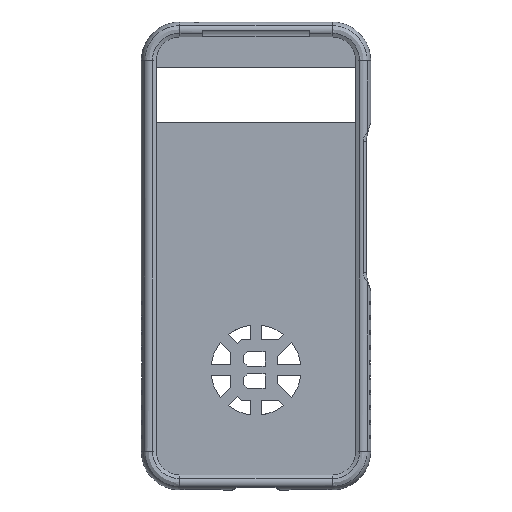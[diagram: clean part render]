
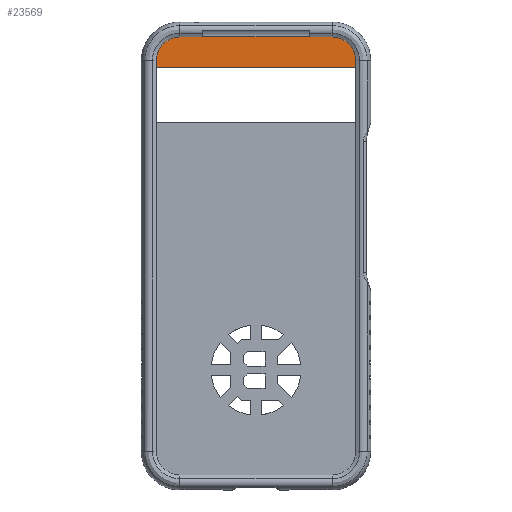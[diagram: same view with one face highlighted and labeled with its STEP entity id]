
A CAD part, top view. The second image highlights one B-rep face of the part: STEP entity #23569.
In plain terms, the highlighted planar face has unit normal (0, 0, 1).
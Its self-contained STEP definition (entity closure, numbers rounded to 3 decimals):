
#10974 = PLANE('',#10975);
#10975 = AXIS2_PLACEMENT_3D('',#10976,#10977,#10978);
#10976 = CARTESIAN_POINT('',(35.,63.3,-6.65));
#10977 = DIRECTION('',(0.,-1.,0.));
#10978 = DIRECTION('',(-1.,0.,0.));
#16479 = VERTEX_POINT('',#16480);
#16480 = CARTESIAN_POINT('',(33.5,63.3,-4.65));
#16495 = CYLINDRICAL_SURFACE('',#16496,3.);
#16496 = AXIS2_PLACEMENT_3D('',#16497,#16498,#16499);
#16497 = CARTESIAN_POINT('',(33.5,65.5,-1.65));
#16498 = DIRECTION('',(-0.,-1.,-0.));
#16499 = DIRECTION('',(1.,0.,-0.));
#16507 = EDGE_CURVE('',#16508,#16479,#16510,.T.);
#16508 = VERTEX_POINT('',#16509);
#16509 = CARTESIAN_POINT('',(-33.5,63.3,-4.65));
#16510 = SURFACE_CURVE('',#16511,(#16515,#16521),.PCURVE_S1.);
#16511 = LINE('',#16512,#16513);
#16512 = CARTESIAN_POINT('',(-0.75,63.3,-4.65));
#16513 = VECTOR('',#16514,1.);
#16514 = DIRECTION('',(1.,0.,-0.));
#16515 = PCURVE('',#10974,#16516);
#16516 = DEFINITIONAL_REPRESENTATION('',(#16517),#16520);
#16517 = B_SPLINE_CURVE_WITH_KNOTS('',1,(#16518,#16519),.UNSPECIFIED.,
  .F.,.F.,(2,2),(-32.75,34.25),.PIECEWISE_BEZIER_KNOTS.);
#16518 = CARTESIAN_POINT('',(68.5,-2.));
#16519 = CARTESIAN_POINT('',(1.5,-2.));
#16520 = ( GEOMETRIC_REPRESENTATION_CONTEXT(2) 
PARAMETRIC_REPRESENTATION_CONTEXT() REPRESENTATION_CONTEXT('2D SPACE',''
  ) );
#16521 = PCURVE('',#16522,#16527);
#16522 = PLANE('',#16523);
#16523 = AXIS2_PLACEMENT_3D('',#16524,#16525,#16526);
#16524 = CARTESIAN_POINT('',(-36.5,-76.5,-4.65));
#16525 = DIRECTION('',(0.,0.,1.));
#16526 = DIRECTION('',(1.,0.,0.));
#16527 = DEFINITIONAL_REPRESENTATION('',(#16528),#16531);
#16528 = B_SPLINE_CURVE_WITH_KNOTS('',1,(#16529,#16530),.UNSPECIFIED.,
  .F.,.F.,(2,2),(-32.75,34.25),.PIECEWISE_BEZIER_KNOTS.);
#16529 = CARTESIAN_POINT('',(3.,139.8));
#16530 = CARTESIAN_POINT('',(70.,139.8));
#16531 = ( GEOMETRIC_REPRESENTATION_CONTEXT(2) 
PARAMETRIC_REPRESENTATION_CONTEXT() REPRESENTATION_CONTEXT('2D SPACE',''
  ) );
#16554 = CYLINDRICAL_SURFACE('',#16555,3.);
#16555 = AXIS2_PLACEMENT_3D('',#16556,#16557,#16558);
#16556 = CARTESIAN_POINT('',(-33.5,-65.5,-1.65));
#16557 = DIRECTION('',(0.,1.,0.));
#16558 = DIRECTION('',(-1.,0.,0.));
#23522 = EDGE_CURVE('',#16508,#23523,#23525,.T.);
#23523 = VERTEX_POINT('',#23524);
#23524 = CARTESIAN_POINT('',(-33.5,65.5,-4.65));
#23525 = SURFACE_CURVE('',#23526,(#23530,#23537),.PCURVE_S1.);
#23526 = LINE('',#23527,#23528);
#23527 = CARTESIAN_POINT('',(-33.5,-65.5,-4.65));
#23528 = VECTOR('',#23529,1.);
#23529 = DIRECTION('',(0.,1.,0.));
#23530 = PCURVE('',#16554,#23531);
#23531 = DEFINITIONAL_REPRESENTATION('',(#23532),#23536);
#23532 = LINE('',#23533,#23534);
#23533 = CARTESIAN_POINT('',(-1.571,0.));
#23534 = VECTOR('',#23535,1.);
#23535 = DIRECTION('',(-0.,1.));
#23536 = ( GEOMETRIC_REPRESENTATION_CONTEXT(2) 
PARAMETRIC_REPRESENTATION_CONTEXT() REPRESENTATION_CONTEXT('2D SPACE',''
  ) );
#23537 = PCURVE('',#16522,#23538);
#23538 = DEFINITIONAL_REPRESENTATION('',(#23539),#23543);
#23539 = LINE('',#23540,#23541);
#23540 = CARTESIAN_POINT('',(3.,11.));
#23541 = VECTOR('',#23542,1.);
#23542 = DIRECTION('',(0.,1.));
#23543 = ( GEOMETRIC_REPRESENTATION_CONTEXT(2) 
PARAMETRIC_REPRESENTATION_CONTEXT() REPRESENTATION_CONTEXT('2D SPACE',''
  ) );
#23559 = TOROIDAL_SURFACE('',#23560,8.,3.);
#23560 = AXIS2_PLACEMENT_3D('',#23561,#23562,#23563);
#23561 = CARTESIAN_POINT('',(-25.5,65.5,-1.65));
#23562 = DIRECTION('',(-0.,-0.,-1.));
#23563 = DIRECTION('',(-1.,0.,0.));
#23569 = ADVANCED_FACE('',(#23570),#16522,.T.);
#23570 = FACE_BOUND('',#23571,.T.);
#23571 = EDGE_LOOP('',(#23572,#23573,#23574,#23597,#23630,#23658));
#23572 = ORIENTED_EDGE('',*,*,#23522,.F.);
#23573 = ORIENTED_EDGE('',*,*,#16507,.T.);
#23574 = ORIENTED_EDGE('',*,*,#23575,.F.);
#23575 = EDGE_CURVE('',#23576,#16479,#23578,.T.);
#23576 = VERTEX_POINT('',#23577);
#23577 = CARTESIAN_POINT('',(33.5,65.5,-4.65));
#23578 = SURFACE_CURVE('',#23579,(#23583,#23590),.PCURVE_S1.);
#23579 = LINE('',#23580,#23581);
#23580 = CARTESIAN_POINT('',(33.5,65.5,-4.65));
#23581 = VECTOR('',#23582,1.);
#23582 = DIRECTION('',(-0.,-1.,-0.));
#23583 = PCURVE('',#16522,#23584);
#23584 = DEFINITIONAL_REPRESENTATION('',(#23585),#23589);
#23585 = LINE('',#23586,#23587);
#23586 = CARTESIAN_POINT('',(70.,142.));
#23587 = VECTOR('',#23588,1.);
#23588 = DIRECTION('',(-0.,-1.));
#23589 = ( GEOMETRIC_REPRESENTATION_CONTEXT(2) 
PARAMETRIC_REPRESENTATION_CONTEXT() REPRESENTATION_CONTEXT('2D SPACE',''
  ) );
#23590 = PCURVE('',#16495,#23591);
#23591 = DEFINITIONAL_REPRESENTATION('',(#23592),#23596);
#23592 = LINE('',#23593,#23594);
#23593 = CARTESIAN_POINT('',(-1.571,0.));
#23594 = VECTOR('',#23595,1.);
#23595 = DIRECTION('',(-0.,1.));
#23596 = ( GEOMETRIC_REPRESENTATION_CONTEXT(2) 
PARAMETRIC_REPRESENTATION_CONTEXT() REPRESENTATION_CONTEXT('2D SPACE',''
  ) );
#23597 = ORIENTED_EDGE('',*,*,#23598,.F.);
#23598 = EDGE_CURVE('',#23599,#23576,#23601,.T.);
#23599 = VERTEX_POINT('',#23600);
#23600 = CARTESIAN_POINT('',(25.5,73.5,-4.65));
#23601 = SURFACE_CURVE('',#23602,(#23607,#23618),.PCURVE_S1.);
#23602 = CIRCLE('',#23603,8.);
#23603 = AXIS2_PLACEMENT_3D('',#23604,#23605,#23606);
#23604 = CARTESIAN_POINT('',(25.5,65.5,-4.65));
#23605 = DIRECTION('',(0.,-0.,-1.));
#23606 = DIRECTION('',(0.,1.,-0.));
#23607 = PCURVE('',#16522,#23608);
#23608 = DEFINITIONAL_REPRESENTATION('',(#23609),#23617);
#23609 = ( BOUNDED_CURVE() B_SPLINE_CURVE(2,(#23610,#23611,#23612,#23613
    ,#23614,#23615,#23616),.UNSPECIFIED.,.T.,.F.) 
B_SPLINE_CURVE_WITH_KNOTS((1,2,2,2,2,1),(-2.094,0.,
    2.094,4.189,6.283,8.378),
.UNSPECIFIED.) CURVE() GEOMETRIC_REPRESENTATION_ITEM() 
RATIONAL_B_SPLINE_CURVE((1.,0.5,1.,0.5,1.,0.5,1.)) REPRESENTATION_ITEM(
  '') );
#23610 = CARTESIAN_POINT('',(62.,150.));
#23611 = CARTESIAN_POINT('',(75.856,150.));
#23612 = CARTESIAN_POINT('',(68.928,138.));
#23613 = CARTESIAN_POINT('',(62.,126.));
#23614 = CARTESIAN_POINT('',(55.072,138.));
#23615 = CARTESIAN_POINT('',(48.144,150.));
#23616 = CARTESIAN_POINT('',(62.,150.));
#23617 = ( GEOMETRIC_REPRESENTATION_CONTEXT(2) 
PARAMETRIC_REPRESENTATION_CONTEXT() REPRESENTATION_CONTEXT('2D SPACE',''
  ) );
#23618 = PCURVE('',#23619,#23624);
#23619 = TOROIDAL_SURFACE('',#23620,8.,3.);
#23620 = AXIS2_PLACEMENT_3D('',#23621,#23622,#23623);
#23621 = CARTESIAN_POINT('',(25.5,65.5,-1.65));
#23622 = DIRECTION('',(-0.,-0.,-1.));
#23623 = DIRECTION('',(0.,1.,-0.));
#23624 = DEFINITIONAL_REPRESENTATION('',(#23625),#23629);
#23625 = LINE('',#23626,#23627);
#23626 = CARTESIAN_POINT('',(0.,1.571));
#23627 = VECTOR('',#23628,1.);
#23628 = DIRECTION('',(1.,0.));
#23629 = ( GEOMETRIC_REPRESENTATION_CONTEXT(2) 
PARAMETRIC_REPRESENTATION_CONTEXT() REPRESENTATION_CONTEXT('2D SPACE',''
  ) );
#23630 = ORIENTED_EDGE('',*,*,#23631,.F.);
#23631 = EDGE_CURVE('',#23632,#23599,#23634,.T.);
#23632 = VERTEX_POINT('',#23633);
#23633 = CARTESIAN_POINT('',(-25.5,73.5,-4.65));
#23634 = SURFACE_CURVE('',#23635,(#23639,#23646),.PCURVE_S1.);
#23635 = LINE('',#23636,#23637);
#23636 = CARTESIAN_POINT('',(-25.5,73.5,-4.65));
#23637 = VECTOR('',#23638,1.);
#23638 = DIRECTION('',(1.,0.,0.));
#23639 = PCURVE('',#16522,#23640);
#23640 = DEFINITIONAL_REPRESENTATION('',(#23641),#23645);
#23641 = LINE('',#23642,#23643);
#23642 = CARTESIAN_POINT('',(11.,150.));
#23643 = VECTOR('',#23644,1.);
#23644 = DIRECTION('',(1.,0.));
#23645 = ( GEOMETRIC_REPRESENTATION_CONTEXT(2) 
PARAMETRIC_REPRESENTATION_CONTEXT() REPRESENTATION_CONTEXT('2D SPACE',''
  ) );
#23646 = PCURVE('',#23647,#23652);
#23647 = CYLINDRICAL_SURFACE('',#23648,3.);
#23648 = AXIS2_PLACEMENT_3D('',#23649,#23650,#23651);
#23649 = CARTESIAN_POINT('',(-25.5,73.5,-1.65));
#23650 = DIRECTION('',(1.,0.,0.));
#23651 = DIRECTION('',(-0.,1.,0.));
#23652 = DEFINITIONAL_REPRESENTATION('',(#23653),#23657);
#23653 = LINE('',#23654,#23655);
#23654 = CARTESIAN_POINT('',(-1.571,0.));
#23655 = VECTOR('',#23656,1.);
#23656 = DIRECTION('',(-0.,1.));
#23657 = ( GEOMETRIC_REPRESENTATION_CONTEXT(2) 
PARAMETRIC_REPRESENTATION_CONTEXT() REPRESENTATION_CONTEXT('2D SPACE',''
  ) );
#23658 = ORIENTED_EDGE('',*,*,#23659,.F.);
#23659 = EDGE_CURVE('',#23523,#23632,#23660,.T.);
#23660 = SURFACE_CURVE('',#23661,(#23666,#23677),.PCURVE_S1.);
#23661 = CIRCLE('',#23662,8.);
#23662 = AXIS2_PLACEMENT_3D('',#23663,#23664,#23665);
#23663 = CARTESIAN_POINT('',(-25.5,65.5,-4.65));
#23664 = DIRECTION('',(-0.,0.,-1.));
#23665 = DIRECTION('',(-1.,0.,0.));
#23666 = PCURVE('',#16522,#23667);
#23667 = DEFINITIONAL_REPRESENTATION('',(#23668),#23676);
#23668 = ( BOUNDED_CURVE() B_SPLINE_CURVE(2,(#23669,#23670,#23671,#23672
    ,#23673,#23674,#23675),.UNSPECIFIED.,.T.,.F.) 
B_SPLINE_CURVE_WITH_KNOTS((1,2,2,2,2,1),(-2.094,0.,
    2.094,4.189,6.283,8.378),
.UNSPECIFIED.) CURVE() GEOMETRIC_REPRESENTATION_ITEM() 
RATIONAL_B_SPLINE_CURVE((1.,0.5,1.,0.5,1.,0.5,1.)) REPRESENTATION_ITEM(
  '') );
#23669 = CARTESIAN_POINT('',(3.,142.));
#23670 = CARTESIAN_POINT('',(3.,155.856));
#23671 = CARTESIAN_POINT('',(15.,148.928));
#23672 = CARTESIAN_POINT('',(27.,142.));
#23673 = CARTESIAN_POINT('',(15.,135.072));
#23674 = CARTESIAN_POINT('',(3.,128.144));
#23675 = CARTESIAN_POINT('',(3.,142.));
#23676 = ( GEOMETRIC_REPRESENTATION_CONTEXT(2) 
PARAMETRIC_REPRESENTATION_CONTEXT() REPRESENTATION_CONTEXT('2D SPACE',''
  ) );
#23677 = PCURVE('',#23559,#23678);
#23678 = DEFINITIONAL_REPRESENTATION('',(#23679),#23683);
#23679 = LINE('',#23680,#23681);
#23680 = CARTESIAN_POINT('',(0.,1.571));
#23681 = VECTOR('',#23682,1.);
#23682 = DIRECTION('',(1.,0.));
#23683 = ( GEOMETRIC_REPRESENTATION_CONTEXT(2) 
PARAMETRIC_REPRESENTATION_CONTEXT() REPRESENTATION_CONTEXT('2D SPACE',''
  ) );
